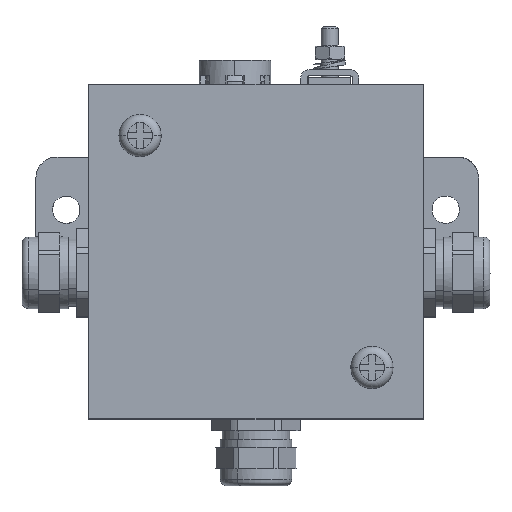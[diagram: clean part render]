
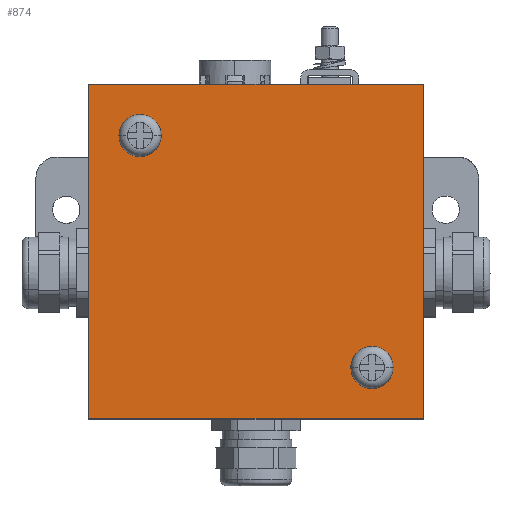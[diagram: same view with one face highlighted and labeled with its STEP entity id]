
A CAD part, top view. The second image highlights one B-rep face of the part: STEP entity #874.
In plain terms, the highlighted planar face has unit normal (0, 0, 1).
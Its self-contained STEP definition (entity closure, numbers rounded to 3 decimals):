
#754=AXIS2_PLACEMENT_3D('Plane Axis2P3D',#751,#752,#753) ;
#751=CARTESIAN_POINT('Axis2P3D Location',(55.5,55.5,42.1)) ;
#756=CARTESIAN_POINT('Line Origine',(55.5,15.8,42.1)) ;
#760=CARTESIAN_POINT('Vertex',(15.8,15.8,42.1)) ;
#762=CARTESIAN_POINT('Vertex',(95.2,15.8,42.1)) ;
#765=CARTESIAN_POINT('Line Origine',(95.2,55.5,42.1)) ;
#769=CARTESIAN_POINT('Vertex',(95.2,95.2,42.1)) ;
#772=CARTESIAN_POINT('Line Origine',(55.5,95.2,42.1)) ;
#776=CARTESIAN_POINT('Vertex',(15.8,95.2,42.1)) ;
#779=CARTESIAN_POINT('Line Origine',(15.8,55.5,42.1)) ;
#791=CARTESIAN_POINT('Control Point',(88.,28.,42.1)) ;
#792=CARTESIAN_POINT('Control Point',(88.,28.785,42.1)) ;
#793=CARTESIAN_POINT('Control Point',(87.846,29.571,42.1)) ;
#794=CARTESIAN_POINT('Control Point',(87.537,30.316,42.1)) ;
#795=CARTESIAN_POINT('Control Point',(86.645,31.645,42.1)) ;
#796=CARTESIAN_POINT('Control Point',(85.316,32.537,42.1)) ;
#797=CARTESIAN_POINT('Control Point',(84.571,32.846,42.1)) ;
#798=CARTESIAN_POINT('Control Point',(83.,33.154,42.1)) ;
#799=CARTESIAN_POINT('Control Point',(81.429,32.846,42.1)) ;
#800=CARTESIAN_POINT('Control Point',(80.684,32.537,42.1)) ;
#801=CARTESIAN_POINT('Control Point',(79.355,31.645,42.1)) ;
#802=CARTESIAN_POINT('Control Point',(78.463,30.316,42.1)) ;
#803=CARTESIAN_POINT('Control Point',(78.154,29.571,42.1)) ;
#804=CARTESIAN_POINT('Control Point',(78.,28.785,42.1)) ;
#805=CARTESIAN_POINT('Control Point',(78.,28.,42.1)) ;
#806=CARTESIAN_POINT('Vertex',(78.,28.,42.1)) ;
#808=CARTESIAN_POINT('Vertex',(88.,28.,42.1)) ;
#812=CARTESIAN_POINT('Control Point',(78.,28.,42.1)) ;
#813=CARTESIAN_POINT('Control Point',(78.,27.215,42.1)) ;
#814=CARTESIAN_POINT('Control Point',(78.154,26.429,42.1)) ;
#815=CARTESIAN_POINT('Control Point',(78.463,25.684,42.1)) ;
#816=CARTESIAN_POINT('Control Point',(79.355,24.355,42.1)) ;
#817=CARTESIAN_POINT('Control Point',(80.684,23.463,42.1)) ;
#818=CARTESIAN_POINT('Control Point',(81.429,23.154,42.1)) ;
#819=CARTESIAN_POINT('Control Point',(83.,22.846,42.1)) ;
#820=CARTESIAN_POINT('Control Point',(84.571,23.154,42.1)) ;
#821=CARTESIAN_POINT('Control Point',(85.316,23.463,42.1)) ;
#822=CARTESIAN_POINT('Control Point',(86.645,24.355,42.1)) ;
#823=CARTESIAN_POINT('Control Point',(87.537,25.684,42.1)) ;
#824=CARTESIAN_POINT('Control Point',(87.846,26.429,42.1)) ;
#825=CARTESIAN_POINT('Control Point',(88.,27.215,42.1)) ;
#826=CARTESIAN_POINT('Control Point',(88.,28.,42.1)) ;
#833=CARTESIAN_POINT('Control Point',(33.,83.,42.1)) ;
#834=CARTESIAN_POINT('Control Point',(33.,83.785,42.1)) ;
#835=CARTESIAN_POINT('Control Point',(32.846,84.571,42.1)) ;
#836=CARTESIAN_POINT('Control Point',(32.537,85.316,42.1)) ;
#837=CARTESIAN_POINT('Control Point',(31.645,86.645,42.1)) ;
#838=CARTESIAN_POINT('Control Point',(30.316,87.537,42.1)) ;
#839=CARTESIAN_POINT('Control Point',(29.571,87.846,42.1)) ;
#840=CARTESIAN_POINT('Control Point',(28.,88.154,42.1)) ;
#841=CARTESIAN_POINT('Control Point',(26.429,87.846,42.1)) ;
#842=CARTESIAN_POINT('Control Point',(25.684,87.537,42.1)) ;
#843=CARTESIAN_POINT('Control Point',(24.355,86.645,42.1)) ;
#844=CARTESIAN_POINT('Control Point',(23.463,85.316,42.1)) ;
#845=CARTESIAN_POINT('Control Point',(23.154,84.571,42.1)) ;
#846=CARTESIAN_POINT('Control Point',(23.,83.785,42.1)) ;
#847=CARTESIAN_POINT('Control Point',(23.,83.,42.1)) ;
#848=CARTESIAN_POINT('Vertex',(23.,83.,42.1)) ;
#850=CARTESIAN_POINT('Vertex',(33.,83.,42.1)) ;
#854=CARTESIAN_POINT('Control Point',(23.,83.,42.1)) ;
#855=CARTESIAN_POINT('Control Point',(23.,82.215,42.1)) ;
#856=CARTESIAN_POINT('Control Point',(23.154,81.429,42.1)) ;
#857=CARTESIAN_POINT('Control Point',(23.463,80.684,42.1)) ;
#858=CARTESIAN_POINT('Control Point',(24.355,79.355,42.1)) ;
#859=CARTESIAN_POINT('Control Point',(25.684,78.463,42.1)) ;
#860=CARTESIAN_POINT('Control Point',(26.429,78.154,42.1)) ;
#861=CARTESIAN_POINT('Control Point',(28.,77.846,42.1)) ;
#862=CARTESIAN_POINT('Control Point',(29.571,78.154,42.1)) ;
#863=CARTESIAN_POINT('Control Point',(30.316,78.463,42.1)) ;
#864=CARTESIAN_POINT('Control Point',(31.645,79.355,42.1)) ;
#865=CARTESIAN_POINT('Control Point',(32.537,80.684,42.1)) ;
#866=CARTESIAN_POINT('Control Point',(32.846,81.429,42.1)) ;
#867=CARTESIAN_POINT('Control Point',(33.,82.215,42.1)) ;
#868=CARTESIAN_POINT('Control Point',(33.,83.,42.1)) ;
#752=DIRECTION('Axis2P3D Direction',(0.,0.,1.)) ;
#753=DIRECTION('Axis2P3D XDirection',(1.,0.,0.)) ;
#757=DIRECTION('Vector Direction',(1.,0.,0.)) ;
#766=DIRECTION('Vector Direction',(0.,1.,0.)) ;
#773=DIRECTION('Vector Direction',(1.,0.,0.)) ;
#780=DIRECTION('Vector Direction',(0.,1.,0.)) ;
#758=VECTOR('Line Direction',#757,1.) ;
#767=VECTOR('Line Direction',#766,1.) ;
#774=VECTOR('Line Direction',#773,1.) ;
#781=VECTOR('Line Direction',#780,1.) ;
#785=ORIENTED_EDGE('',*,*,#764,.T.) ;
#786=ORIENTED_EDGE('',*,*,#771,.T.) ;
#787=ORIENTED_EDGE('',*,*,#778,.T.) ;
#788=ORIENTED_EDGE('',*,*,#783,.T.) ;
#829=ORIENTED_EDGE('',*,*,#810,.T.) ;
#830=ORIENTED_EDGE('',*,*,#827,.T.) ;
#871=ORIENTED_EDGE('',*,*,#852,.T.) ;
#872=ORIENTED_EDGE('',*,*,#869,.T.) ;
#831=FACE_BOUND('',#828,.T.) ;
#873=FACE_BOUND('',#870,.T.) ;
#874=ADVANCED_FACE('GEHAEUSE',(#789,#831,#873),#755,.T.) ;
#790=B_SPLINE_CURVE_WITH_KNOTS('',5,(#791,#792,#793,#794,#795,#796,#797,#798,#799,#800,#801,#802,#803,#804,#805),.UNSPECIFIED.,.F.,.U.,(6,3,3,3,6),(31.416,35.343,39.27,43.197,47.124),.UNSPECIFIED.) ;
#811=B_SPLINE_CURVE_WITH_KNOTS('',5,(#812,#813,#814,#815,#816,#817,#818,#819,#820,#821,#822,#823,#824,#825,#826),.UNSPECIFIED.,.F.,.U.,(6,3,3,3,6),(15.708,19.635,23.562,27.489,31.416),.UNSPECIFIED.) ;
#832=B_SPLINE_CURVE_WITH_KNOTS('',5,(#833,#834,#835,#836,#837,#838,#839,#840,#841,#842,#843,#844,#845,#846,#847),.UNSPECIFIED.,.F.,.U.,(6,3,3,3,6),(31.416,35.343,39.27,43.197,47.124),.UNSPECIFIED.) ;
#853=B_SPLINE_CURVE_WITH_KNOTS('',5,(#854,#855,#856,#857,#858,#859,#860,#861,#862,#863,#864,#865,#866,#867,#868),.UNSPECIFIED.,.F.,.U.,(6,3,3,3,6),(15.708,19.635,23.562,27.489,31.416),.UNSPECIFIED.) ;
#764=EDGE_CURVE('',#761,#763,#759,.T.) ;
#771=EDGE_CURVE('',#763,#770,#768,.T.) ;
#778=EDGE_CURVE('',#770,#777,#775,.F.) ;
#783=EDGE_CURVE('',#777,#761,#782,.F.) ;
#810=EDGE_CURVE('',#807,#809,#790,.F.) ;
#827=EDGE_CURVE('',#809,#807,#811,.F.) ;
#852=EDGE_CURVE('',#849,#851,#832,.F.) ;
#869=EDGE_CURVE('',#851,#849,#853,.F.) ;
#784=EDGE_LOOP('',(#785,#786,#787,#788)) ;
#828=EDGE_LOOP('',(#829,#830)) ;
#870=EDGE_LOOP('',(#871,#872)) ;
#789=FACE_OUTER_BOUND('',#784,.T.) ;
#759=LINE('Line',#756,#758) ;
#768=LINE('Line',#765,#767) ;
#775=LINE('Line',#772,#774) ;
#782=LINE('Line',#779,#781) ;
#755=PLANE('',#754) ;
#761=VERTEX_POINT('',#760) ;
#763=VERTEX_POINT('',#762) ;
#770=VERTEX_POINT('',#769) ;
#777=VERTEX_POINT('',#776) ;
#807=VERTEX_POINT('',#806) ;
#809=VERTEX_POINT('',#808) ;
#849=VERTEX_POINT('',#848) ;
#851=VERTEX_POINT('',#850) ;
